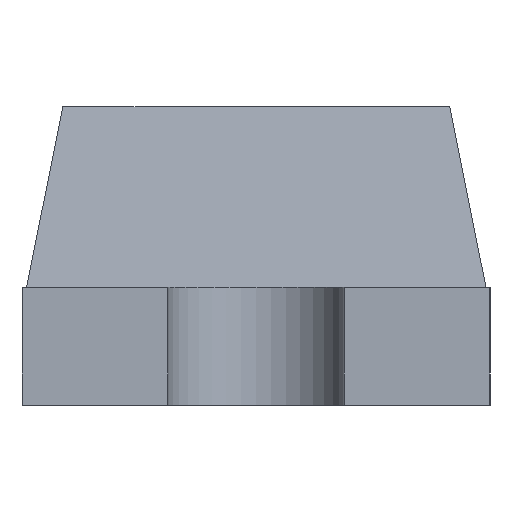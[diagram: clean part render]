
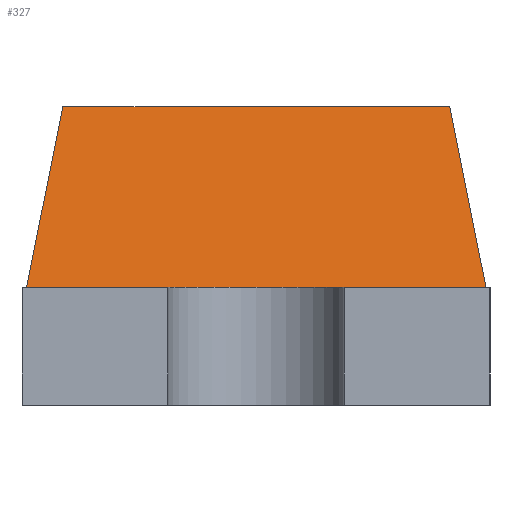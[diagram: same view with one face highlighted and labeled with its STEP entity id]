
A CAD part, left-side view. The second image highlights one B-rep face of the part: STEP entity #327.
In plain terms, the highlighted planar face has unit normal (-0.981, 0, 0.196).
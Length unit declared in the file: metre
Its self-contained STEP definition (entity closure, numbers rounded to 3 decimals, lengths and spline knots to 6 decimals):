
#327 = ADVANCED_FACE( '', ( #723 ), #724, .T. );
#347 = EDGE_CURVE( '', #666, #753, #754, .T. );
#393 = EDGE_CURVE( '', #611, #515, #806, .T. );
#409 = EDGE_CURVE( '', #515, #753, #825, .T. );
#447 = EDGE_CURVE( '', #666, #611, #868, .T. );
#515 = VERTEX_POINT( '', #941 );
#611 = VERTEX_POINT( '', #1074 );
#666 = VERTEX_POINT( '', #1155 );
#723 = FACE_OUTER_BOUND( '', #1238, .T. );
#724 = PLANE( '', #1239 );
#753 = VERTEX_POINT( '', #1278 );
#754 = LINE( '', #1279, #1280 );
#806 = LINE( '', #1368, #1369 );
#825 = LINE( '', #1397, #1398 );
#868 = LINE( '', #1467, #1468 );
#941 = CARTESIAN_POINT( '', ( -0.000693, 0.000629, 0.00031 ) );
#1074 = CARTESIAN_POINT( '', ( -0.000593, 0.000529, 0.00081 ) );
#1155 = CARTESIAN_POINT( '', ( -0.000593, -0.000521, 0.00081 ) );
#1238 = EDGE_LOOP( '', ( #1744, #1745, #1746, #1747 ) );
#1239 = AXIS2_PLACEMENT_3D( '', #1748, #1749, #1750 );
#1278 = CARTESIAN_POINT( '', ( -0.000693, -0.000621, 0.00031 ) );
#1279 = CARTESIAN_POINT( '', ( -0.000621, -0.000549, 0.00067 ) );
#1280 = VECTOR( '', #1790, 1. );
#1368 = CARTESIAN_POINT( '', ( -0.000619, 0.000555, 0.000677 ) );
#1369 = VECTOR( '', #1844, 1. );
#1397 = CARTESIAN_POINT( '', ( -0.000693, 0.000629, 0.00031 ) );
#1398 = VECTOR( '', #1873, 1. );
#1467 = CARTESIAN_POINT( '', ( -0.000593, 0.000316, 0.00081 ) );
#1468 = VECTOR( '', #1937, 1. );
#1744 = ORIENTED_EDGE( '', *, *, #347, .F. );
#1745 = ORIENTED_EDGE( '', *, *, #447, .T. );
#1746 = ORIENTED_EDGE( '', *, *, #393, .T. );
#1747 = ORIENTED_EDGE( '', *, *, #409, .T. );
#1748 = CARTESIAN_POINT( '', ( -0.000643, 0.000316, 0.00056 ) );
#1749 = DIRECTION( '', ( -0.981, 0., 0.196 ) );
#1750 = DIRECTION( '', ( 0., 1., 0. ) );
#1790 = DIRECTION( '', ( -0.192, -0.192, -0.962 ) );
#1844 = DIRECTION( '', ( -0.192, 0.192, -0.962 ) );
#1873 = DIRECTION( '', ( 0., -1., 0. ) );
#1937 = DIRECTION( '', ( 0., 1., 0. ) );
